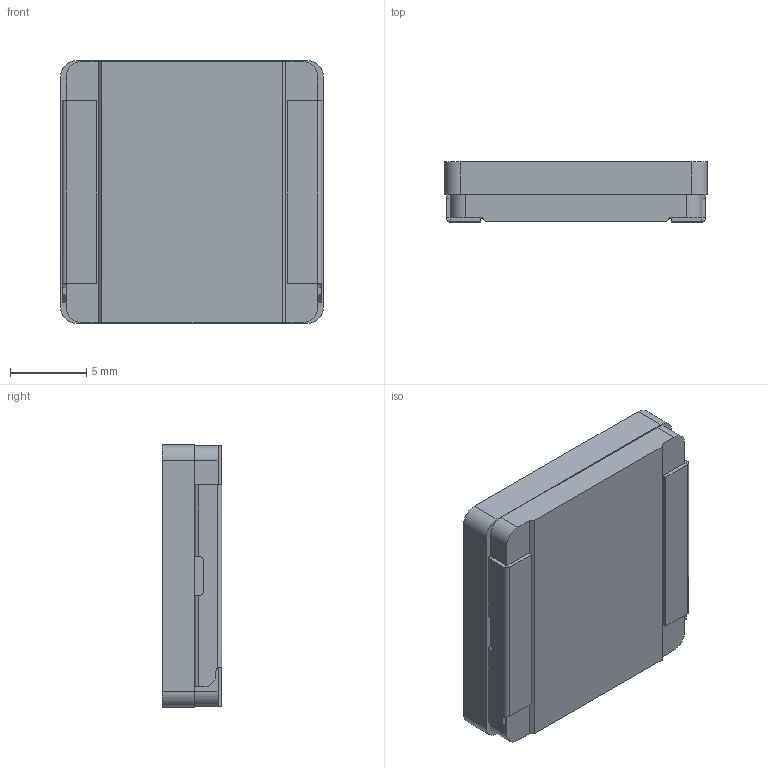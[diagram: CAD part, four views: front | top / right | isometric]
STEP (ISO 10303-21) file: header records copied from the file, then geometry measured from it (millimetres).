
FILE_DESCRIPTION (( 'STEP AP214' ), '1' );
FILE_NAME ('IHLP6767DZ.STEP', '2014-08-20T20:54:52', ( '' ), ( '' ), 'SwSTEP 2.0', 'SolidWorks 2014', '' );
FILE_SCHEMA (( 'AUTOMOTIVE_DESIGN' ));
Length unit declared in the file: inch
Products named in the file (1): IHLP6767DZ
Bounding box: 17.18 x 3.91 x 17.18 mm (x, y, z)
Volume: 1123.7 mm3; surface area: 863.8 mm2
Topology: 1 solids, 1 shells, 73 faces, 194 edges, 124 vertices
Faces by surface type: plane 51, cylinder 20, bspline 2
Entity records: 3255 total; most frequent: CARTESIAN_POINT 444, ORIENTED_EDGE 388, DIRECTION 368, EDGE_CURVE 194, LINE 144, VECTOR 144, VERTEX_POINT 124, AXIS2_PLACEMENT_3D 112
